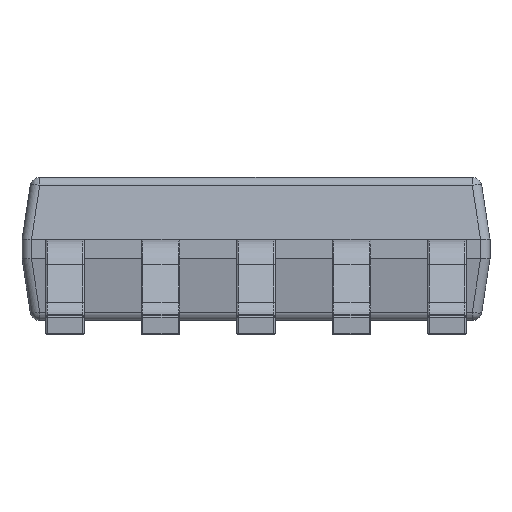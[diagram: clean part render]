
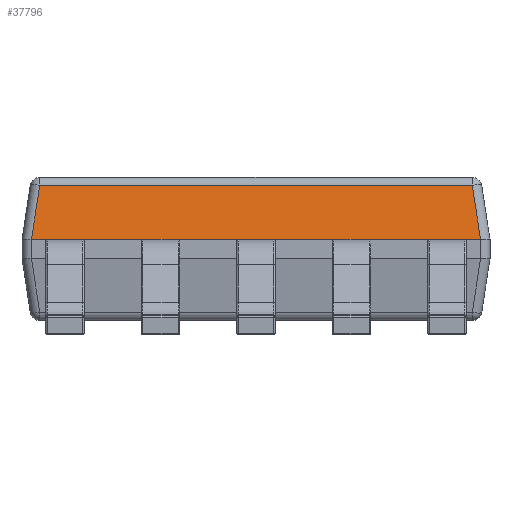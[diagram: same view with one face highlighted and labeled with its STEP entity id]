
A CAD part, left-side view. The second image highlights one B-rep face of the part: STEP entity #37796.
In plain terms, the highlighted planar face has unit normal (-0.988, 0, 0.152).
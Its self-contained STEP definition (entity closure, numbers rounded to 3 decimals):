
#104 = LINE ( 'NONE', #36000, #1481 ) ;
#221 = CARTESIAN_POINT ( 'NONE',  ( -1.863, 2.264, 1.515 ) ) ;
#1322 =( BOUNDED_CURVE ( )  B_SPLINE_CURVE ( 3, ( #35897, #16456, #16663, #29466 ),
 .UNSPECIFIED., .F., .F. ) 
 B_SPLINE_CURVE_WITH_KNOTS ( ( 4, 4 ),
 ( 6.272, 6.283 ),
 .UNSPECIFIED. ) 
 CURVE ( )  GEOMETRIC_REPRESENTATION_ITEM ( )  RATIONAL_B_SPLINE_CURVE ( ( 1., 1., 1., 1. ) ) 
 REPRESENTATION_ITEM ( '' )  );
#1481 = VECTOR ( 'NONE', #41984, 1000. ) ;
#1575 = EDGE_CURVE ( 'NONE', #11943, #26563, #13159, .T. ) ;
#2144 = VECTOR ( 'NONE', #14271, 1000. ) ;
#2323 = DIRECTION ( 'NONE',  ( -0.988, 0., 0.152 ) ) ;
#3135 = VECTOR ( 'NONE', #16345, 1000. ) ;
#3609 = DIRECTION ( 'NONE',  ( 0.15, 0.15, 0.977 ) ) ;
#4126 = ORIENTED_EDGE ( 'NONE', *, *, #1575, .F. ) ;
#4231 = LINE ( 'NONE', #17240, #2144 ) ;
#5055 = VERTEX_POINT ( 'NONE', #14261 ) ;
#7991 = EDGE_CURVE ( 'NONE', #11943, #12685, #33780, .T. ) ;
#8501 = AXIS2_PLACEMENT_3D ( 'NONE', #38245, #2323, #38472 ) ;
#8918 = EDGE_CURVE ( 'NONE', #12685, #12203, #10641, .T. ) ;
#10284 = CARTESIAN_POINT ( 'NONE',  ( -1.95, -2.351, 0.95 ) ) ;
#10641 = LINE ( 'NONE', #33289, #33648 ) ;
#11943 = VERTEX_POINT ( 'NONE', #34845 ) ;
#12203 = VERTEX_POINT ( 'NONE', #34592 ) ;
#12685 = VERTEX_POINT ( 'NONE', #13507 ) ;
#13159 = LINE ( 'NONE', #23581, #3135 ) ;
#13507 = CARTESIAN_POINT ( 'NONE',  ( -1.95, -2.351, 0.95 ) ) ;
#14143 = FACE_OUTER_BOUND ( 'NONE', #41593, .T. ) ;
#14261 = CARTESIAN_POINT ( 'NONE',  ( -1.95, 2.351, 0.95 ) ) ;
#14271 = DIRECTION ( 'NONE',  ( 0., 1., 0. ) ) ;
#14629 = EDGE_CURVE ( 'NONE', #12203, #27385, #4231, .T. ) ;
#14841 = EDGE_CURVE ( 'NONE', #27385, #5055, #104, .T. ) ;
#16345 = DIRECTION ( 'NONE',  ( 0., 1., 0. ) ) ;
#16456 = CARTESIAN_POINT ( 'NONE',  ( -1.95, 2.351, 0.95 ) ) ;
#16663 = CARTESIAN_POINT ( 'NONE',  ( -1.95, 2.35, 0.95 ) ) ;
#16908 = CARTESIAN_POINT ( 'NONE',  ( -1.95, -2.35, 0.95 ) ) ;
#17240 = CARTESIAN_POINT ( 'NONE',  ( -1.863, 0., 1.515 ) ) ;
#19602 = ORIENTED_EDGE ( 'NONE', *, *, #8918, .T. ) ;
#19878 = ORIENTED_EDGE ( 'NONE', *, *, #14629, .T. ) ;
#20408 = ORIENTED_EDGE ( 'NONE', *, *, #41952, .T. ) ;
#20530 = CARTESIAN_POINT ( 'NONE',  ( -1.95, 2.35, 0.95 ) ) ;
#21398 = ORIENTED_EDGE ( 'NONE', *, *, #14841, .T. ) ;
#23581 = CARTESIAN_POINT ( 'NONE',  ( -1.95, 2.45, 0.95 ) ) ;
#26563 = VERTEX_POINT ( 'NONE', #20530 ) ;
#27385 = VERTEX_POINT ( 'NONE', #221 ) ;
#29466 = CARTESIAN_POINT ( 'NONE',  ( -1.95, 2.35, 0.95 ) ) ;
#33289 = CARTESIAN_POINT ( 'NONE',  ( -1.799, -2.2, 1.931 ) ) ;
#33648 = VECTOR ( 'NONE', #3609, 1000. ) ;
#33780 =( BOUNDED_CURVE ( )  B_SPLINE_CURVE ( 3, ( #35934, #16908, #39172, #10284 ),
 .UNSPECIFIED., .F., .F. ) 
 B_SPLINE_CURVE_WITH_KNOTS ( ( 4, 4 ),
 ( 0., 0.012 ),
 .UNSPECIFIED. ) 
 CURVE ( )  GEOMETRIC_REPRESENTATION_ITEM ( )  RATIONAL_B_SPLINE_CURVE ( ( 1., 1., 1., 1. ) ) 
 REPRESENTATION_ITEM ( '' )  );
#34592 = CARTESIAN_POINT ( 'NONE',  ( -1.863, -2.264, 1.515 ) ) ;
#34845 = CARTESIAN_POINT ( 'NONE',  ( -1.95, -2.35, 0.95 ) ) ;
#35897 = CARTESIAN_POINT ( 'NONE',  ( -1.95, 2.351, 0.95 ) ) ;
#35934 = CARTESIAN_POINT ( 'NONE',  ( -1.95, -2.35, 0.95 ) ) ;
#36000 = CARTESIAN_POINT ( 'NONE',  ( -1.799, 2.2, 1.931 ) ) ;
#37796 = ADVANCED_FACE ( 'NONE', ( #14143 ), #40196, .T. ) ;
#38245 = CARTESIAN_POINT ( 'NONE',  ( -1.85, 0., 1.6 ) ) ;
#38472 = DIRECTION ( 'NONE',  ( 0., 1., 0. ) ) ;
#39172 = CARTESIAN_POINT ( 'NONE',  ( -1.95, -2.351, 0.95 ) ) ;
#40196 = PLANE ( 'NONE',  #8501 ) ;
#40677 = ORIENTED_EDGE ( 'NONE', *, *, #7991, .T. ) ;
#41593 = EDGE_LOOP ( 'NONE', ( #21398, #20408, #4126, #40677, #19602, #19878 ) ) ;
#41952 = EDGE_CURVE ( 'NONE', #5055, #26563, #1322, .T. ) ;
#41984 = DIRECTION ( 'NONE',  ( -0.15, 0.15, -0.977 ) ) ;
